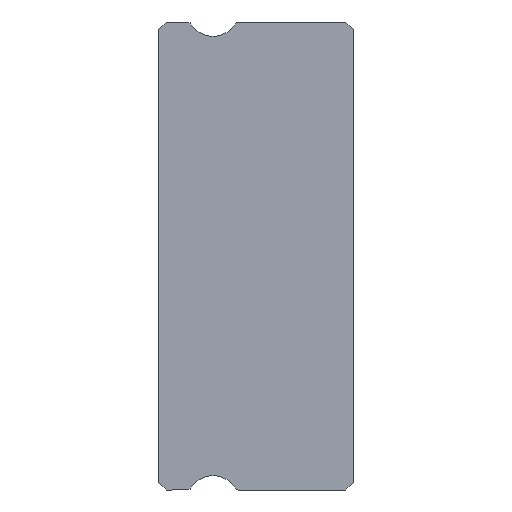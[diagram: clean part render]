
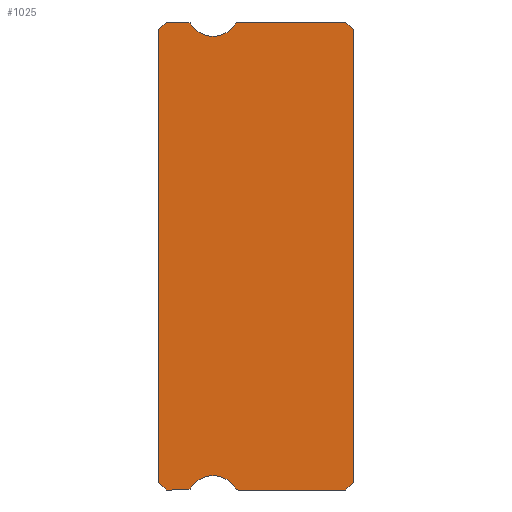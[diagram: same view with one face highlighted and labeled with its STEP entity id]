
A CAD part, left-side view. The second image highlights one B-rep face of the part: STEP entity #1025.
In plain terms, the highlighted planar face has unit normal (-1, 0, 0).
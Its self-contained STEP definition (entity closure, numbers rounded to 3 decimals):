
#14 = DIRECTION ( 'NONE',  ( 1., 0., 0. ) ) ;
#24 = DIRECTION ( 'NONE',  ( 0., 0.707, -0.707 ) ) ;
#65 = DIRECTION ( 'NONE',  ( 0., 0., -1. ) ) ;
#90 = VERTEX_POINT ( 'NONE', #853 ) ;
#95 = ORIENTED_EDGE ( 'NONE', *, *, #1507, .F. ) ;
#104 = DIRECTION ( 'NONE',  ( 0., 0., 1. ) ) ;
#136 = VERTEX_POINT ( 'NONE', #826 ) ;
#137 = DIRECTION ( 'NONE',  ( -1., 0., 0. ) ) ;
#146 = EDGE_CURVE ( 'NONE', #136, #1535, #306, .T. ) ;
#151 = CARTESIAN_POINT ( 'NONE',  ( -5., 6.381, -8.85 ) ) ;
#152 = PLANE ( 'NONE',  #535 ) ;
#167 = VERTEX_POINT ( 'NONE', #681 ) ;
#193 = VERTEX_POINT ( 'NONE', #410 ) ;
#209 = DIRECTION ( 'NONE',  ( 0., -1., 0. ) ) ;
#210 = ORIENTED_EDGE ( 'NONE', *, *, #448, .T. ) ;
#259 = CIRCLE ( 'NONE', #1656, 1. ) ;
#261 = AXIS2_PLACEMENT_3D ( 'NONE', #610, #859, #1520 ) ;
#263 = VERTEX_POINT ( 'NONE', #1529 ) ;
#275 = AXIS2_PLACEMENT_3D ( 'NONE', #858, #1373, #716 ) ;
#286 = CARTESIAN_POINT ( 'NONE',  ( -5., 0.3, 9. ) ) ;
#291 = CIRCLE ( 'NONE', #261, 0.15 ) ;
#300 = EDGE_CURVE ( 'NONE', #489, #136, #595, .T. ) ;
#306 = CIRCLE ( 'NONE', #851, 0.15 ) ;
#309 = VERTEX_POINT ( 'NONE', #439 ) ;
#322 = CARTESIAN_POINT ( 'NONE',  ( -5., 4.547, 8.928 ) ) ;
#344 = ORIENTED_EDGE ( 'NONE', *, *, #777, .T. ) ;
#347 = LINE ( 'NONE', #1020, #682 ) ;
#348 = DIRECTION ( 'NONE',  ( 0., 0., 1. ) ) ;
#360 = EDGE_LOOP ( 'NONE', ( #1609, #210, #1604, #512, #1379, #1728, #1281, #1546, #344, #714, #749, #95, #1403, #688, #1576, #913, #911 ) ) ;
#362 = EDGE_CURVE ( 'NONE', #1452, #1246, #870, .T. ) ;
#410 = CARTESIAN_POINT ( 'NONE',  ( -5., 7.5, -8.7 ) ) ;
#424 = EDGE_CURVE ( 'NONE', #1013, #90, #618, .T. ) ;
#439 = CARTESIAN_POINT ( 'NONE',  ( -5., 6.253, 8.928 ) ) ;
#448 = EDGE_CURVE ( 'NONE', #193, #1278, #347, .T. ) ;
#453 = CIRCLE ( 'NONE', #1182, 0.15 ) ;
#454 = DIRECTION ( 'NONE',  ( 1., 0., 0. ) ) ;
#455 = LINE ( 'NONE', #596, #1593 ) ;
#477 = DIRECTION ( 'NONE',  ( 0., -0.707, -0.707 ) ) ;
#489 = VERTEX_POINT ( 'NONE', #942 ) ;
#512 = ORIENTED_EDGE ( 'NONE', *, *, #146, .F. ) ;
#525 = EDGE_CURVE ( 'NONE', #1278, #1535, #1626, .T. ) ;
#535 = AXIS2_PLACEMENT_3D ( 'NONE', #701, #1232, #549 ) ;
#549 = DIRECTION ( 'NONE',  ( 0., 0., -1. ) ) ;
#558 = DIRECTION ( 'NONE',  ( 1., 0., 0. ) ) ;
#582 = CARTESIAN_POINT ( 'NONE',  ( -5., 7.5, 8.7 ) ) ;
#595 = CIRCLE ( 'NONE', #275, 1. ) ;
#596 = CARTESIAN_POINT ( 'NONE',  ( -5., 7.2, 9. ) ) ;
#605 = LINE ( 'NONE', #1671, #1499 ) ;
#610 = CARTESIAN_POINT ( 'NONE',  ( -5., 4.419, 8.85 ) ) ;
#618 = LINE ( 'NONE', #890, #1617 ) ;
#640 = CARTESIAN_POINT ( 'NONE',  ( -5., 7.2, -9. ) ) ;
#675 = EDGE_CURVE ( 'NONE', #741, #1013, #605, .T. ) ;
#677 = EDGE_CURVE ( 'NONE', #1202, #1452, #455, .T. ) ;
#681 = CARTESIAN_POINT ( 'NONE',  ( -5., 0., -8.7 ) ) ;
#682 = VECTOR ( 'NONE', #1717, 1000. ) ;
#688 = ORIENTED_EDGE ( 'NONE', *, *, #743, .F. ) ;
#701 = CARTESIAN_POINT ( 'NONE',  ( -5., 6.381, 8.85 ) ) ;
#714 = ORIENTED_EDGE ( 'NONE', *, *, #424, .F. ) ;
#716 = DIRECTION ( 'NONE',  ( 0., 0., -1. ) ) ;
#736 = CIRCLE ( 'NONE', #1637, 1. ) ;
#741 = VERTEX_POINT ( 'NONE', #865 ) ;
#743 = EDGE_CURVE ( 'NONE', #309, #263, #736, .T. ) ;
#749 = ORIENTED_EDGE ( 'NONE', *, *, #675, .F. ) ;
#769 = VECTOR ( 'NONE', #1107, 1000. ) ;
#777 = EDGE_CURVE ( 'NONE', #167, #90, #894, .T. ) ;
#802 = DIRECTION ( 'NONE',  ( 0., 0., -1. ) ) ;
#807 = CARTESIAN_POINT ( 'NONE',  ( -5., 4.419, -8.85 ) ) ;
#818 = EDGE_CURVE ( 'NONE', #1427, #1723, #1198, .T. ) ;
#826 = CARTESIAN_POINT ( 'NONE',  ( -5., 6.253, -8.928 ) ) ;
#833 = DIRECTION ( 'NONE',  ( 0., 0., -1. ) ) ;
#851 = AXIS2_PLACEMENT_3D ( 'NONE', #151, #14, #802 ) ;
#853 = CARTESIAN_POINT ( 'NONE',  ( -5., 0., 8.7 ) ) ;
#858 = CARTESIAN_POINT ( 'NONE',  ( -5., 5.4, -9.45 ) ) ;
#859 = DIRECTION ( 'NONE',  ( 1., 0., 0. ) ) ;
#865 = CARTESIAN_POINT ( 'NONE',  ( -5., 4.419, 9. ) ) ;
#868 = VECTOR ( 'NONE', #24, 1000. ) ;
#870 = LINE ( 'NONE', #582, #769 ) ;
#890 = CARTESIAN_POINT ( 'NONE',  ( -5., 0.3, 9. ) ) ;
#894 = LINE ( 'NONE', #1057, #1749 ) ;
#911 = ORIENTED_EDGE ( 'NONE', *, *, #362, .T. ) ;
#913 = ORIENTED_EDGE ( 'NONE', *, *, #677, .T. ) ;
#928 = CARTESIAN_POINT ( 'NONE',  ( -5., 7.2, 9. ) ) ;
#942 = CARTESIAN_POINT ( 'NONE',  ( -5., 4.547, -8.928 ) ) ;
#961 = DIRECTION ( 'NONE',  ( 0., -1., 0. ) ) ;
#983 = EDGE_CURVE ( 'NONE', #1723, #489, #453, .T. ) ;
#986 = CARTESIAN_POINT ( 'NONE',  ( -5., 6.381, -9. ) ) ;
#989 = DIRECTION ( 'NONE',  ( 0., 0., -1. ) ) ;
#995 = LINE ( 'NONE', #1693, #868 ) ;
#999 = CARTESIAN_POINT ( 'NONE',  ( -5., 5.4, 9.45 ) ) ;
#1013 = VERTEX_POINT ( 'NONE', #286 ) ;
#1015 = VECTOR ( 'NONE', #961, 1000. ) ;
#1020 = CARTESIAN_POINT ( 'NONE',  ( -5., 7.2, -9. ) ) ;
#1025 = ADVANCED_FACE ( 'NONE', ( #1368 ), #152, .F. ) ;
#1030 = LINE ( 'NONE', #1710, #1087 ) ;
#1040 = CARTESIAN_POINT ( 'NONE',  ( -5., 6.381, -9. ) ) ;
#1057 = CARTESIAN_POINT ( 'NONE',  ( -5., 0., 8.7 ) ) ;
#1063 = CARTESIAN_POINT ( 'NONE',  ( -5., 0.3, -9. ) ) ;
#1087 = VECTOR ( 'NONE', #348, 1000. ) ;
#1107 = DIRECTION ( 'NONE',  ( 0., 0.707, -0.707 ) ) ;
#1153 = VECTOR ( 'NONE', #1594, 1000. ) ;
#1167 = AXIS2_PLACEMENT_3D ( 'NONE', #1669, #454, #989 ) ;
#1179 = EDGE_CURVE ( 'NONE', #1202, #309, #1457, .T. ) ;
#1182 = AXIS2_PLACEMENT_3D ( 'NONE', #807, #558, #1496 ) ;
#1198 = LINE ( 'NONE', #1040, #1153 ) ;
#1202 = VERTEX_POINT ( 'NONE', #1730 ) ;
#1232 = DIRECTION ( 'NONE',  ( 1., 0., 0. ) ) ;
#1246 = VERTEX_POINT ( 'NONE', #1317 ) ;
#1276 = DIRECTION ( 'NONE',  ( 0., 1., 0. ) ) ;
#1278 = VERTEX_POINT ( 'NONE', #640 ) ;
#1281 = ORIENTED_EDGE ( 'NONE', *, *, #818, .F. ) ;
#1317 = CARTESIAN_POINT ( 'NONE',  ( -5., 7.5, 8.7 ) ) ;
#1368 = FACE_OUTER_BOUND ( 'NONE', #360, .T. ) ;
#1373 = DIRECTION ( 'NONE',  ( -1., 0., 0. ) ) ;
#1379 = ORIENTED_EDGE ( 'NONE', *, *, #300, .F. ) ;
#1397 = EDGE_CURVE ( 'NONE', #263, #1537, #259, .T. ) ;
#1399 = DIRECTION ( 'NONE',  ( -1., 0., 0. ) ) ;
#1403 = ORIENTED_EDGE ( 'NONE', *, *, #1397, .F. ) ;
#1427 = VERTEX_POINT ( 'NONE', #1063 ) ;
#1451 = CARTESIAN_POINT ( 'NONE',  ( -5., 4.419, -9. ) ) ;
#1452 = VERTEX_POINT ( 'NONE', #928 ) ;
#1457 = CIRCLE ( 'NONE', #1167, 0.15 ) ;
#1491 = EDGE_CURVE ( 'NONE', #167, #1427, #995, .T. ) ;
#1496 = DIRECTION ( 'NONE',  ( 0., 0., -1. ) ) ;
#1499 = VECTOR ( 'NONE', #209, 1000. ) ;
#1507 = EDGE_CURVE ( 'NONE', #1537, #741, #291, .T. ) ;
#1516 = CARTESIAN_POINT ( 'NONE',  ( -5., 6.381, -9. ) ) ;
#1520 = DIRECTION ( 'NONE',  ( 0., 0., -1. ) ) ;
#1529 = CARTESIAN_POINT ( 'NONE',  ( -5., 5.4, 8.45 ) ) ;
#1535 = VERTEX_POINT ( 'NONE', #986 ) ;
#1537 = VERTEX_POINT ( 'NONE', #322 ) ;
#1546 = ORIENTED_EDGE ( 'NONE', *, *, #1491, .F. ) ;
#1576 = ORIENTED_EDGE ( 'NONE', *, *, #1179, .F. ) ;
#1589 = EDGE_CURVE ( 'NONE', #193, #1246, #1030, .T. ) ;
#1593 = VECTOR ( 'NONE', #1276, 1000. ) ;
#1594 = DIRECTION ( 'NONE',  ( 0., 1., 0. ) ) ;
#1604 = ORIENTED_EDGE ( 'NONE', *, *, #525, .T. ) ;
#1609 = ORIENTED_EDGE ( 'NONE', *, *, #1589, .F. ) ;
#1617 = VECTOR ( 'NONE', #477, 1000. ) ;
#1626 = LINE ( 'NONE', #1516, #1015 ) ;
#1637 = AXIS2_PLACEMENT_3D ( 'NONE', #999, #1399, #65 ) ;
#1656 = AXIS2_PLACEMENT_3D ( 'NONE', #1741, #137, #833 ) ;
#1669 = CARTESIAN_POINT ( 'NONE',  ( -5., 6.381, 8.85 ) ) ;
#1671 = CARTESIAN_POINT ( 'NONE',  ( -5., 6.381, 9. ) ) ;
#1693 = CARTESIAN_POINT ( 'NONE',  ( -5., 0., -8.7 ) ) ;
#1710 = CARTESIAN_POINT ( 'NONE',  ( -5., 7.5, 8.85 ) ) ;
#1717 = DIRECTION ( 'NONE',  ( 0., -0.707, -0.707 ) ) ;
#1723 = VERTEX_POINT ( 'NONE', #1451 ) ;
#1728 = ORIENTED_EDGE ( 'NONE', *, *, #983, .F. ) ;
#1730 = CARTESIAN_POINT ( 'NONE',  ( -5., 6.381, 9. ) ) ;
#1741 = CARTESIAN_POINT ( 'NONE',  ( -5., 5.4, 9.45 ) ) ;
#1749 = VECTOR ( 'NONE', #104, 1000. ) ;
